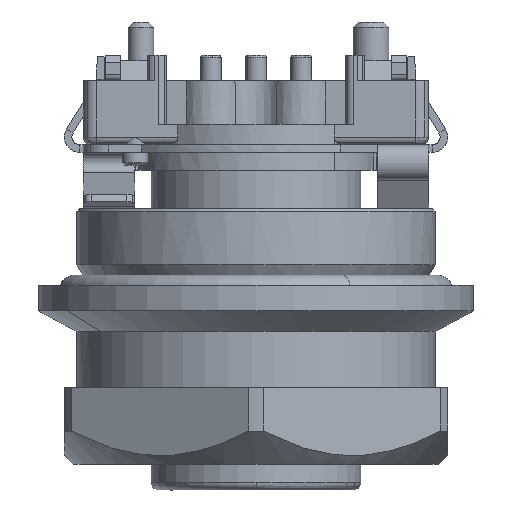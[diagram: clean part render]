
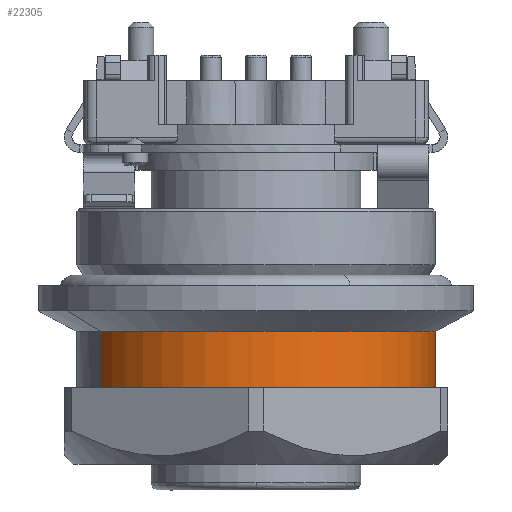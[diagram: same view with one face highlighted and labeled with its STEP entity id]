
A CAD part, front view. The second image highlights one B-rep face of the part: STEP entity #22305.
In plain terms, the highlighted cylindrical face has radius 7 mm (diameter 14 mm), a partial arc.
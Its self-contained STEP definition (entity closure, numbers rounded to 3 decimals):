
#22280=AXIS2_PLACEMENT_3D('Cylinder Axis2P3D',#22277,#22278,#22279) ;
#22179=CARTESIAN_POINT('Vertex',(2.438,5.,4.)) ;
#22181=CARTESIAN_POINT('Vertex',(14.562,12.,4.)) ;
#22185=CARTESIAN_POINT('Control Point',(14.562,12.,4.)) ;
#22186=CARTESIAN_POINT('Control Point',(14.886,11.439,4.)) ;
#22187=CARTESIAN_POINT('Control Point',(15.145,10.84,4.)) ;
#22188=CARTESIAN_POINT('Control Point',(15.334,10.214,4.)) ;
#22189=CARTESIAN_POINT('Control Point',(15.562,8.929,4.)) ;
#22190=CARTESIAN_POINT('Control Point',(15.491,7.626,4.)) ;
#22191=CARTESIAN_POINT('Control Point',(15.38,6.982,4.)) ;
#22192=CARTESIAN_POINT('Control Point',(15.01,5.73,4.)) ;
#22193=CARTESIAN_POINT('Control Point',(14.365,4.596,4.)) ;
#22194=CARTESIAN_POINT('Control Point',(13.978,4.069,4.)) ;
#22195=CARTESIAN_POINT('Control Point',(13.088,3.115,4.)) ;
#22196=CARTESIAN_POINT('Control Point',(12.004,2.388,4.)) ;
#22197=CARTESIAN_POINT('Control Point',(11.423,2.09,4.)) ;
#22198=CARTESIAN_POINT('Control Point',(10.201,1.632,4.)) ;
#22199=CARTESIAN_POINT('Control Point',(8.906,1.466,4.)) ;
#22200=CARTESIAN_POINT('Control Point',(8.252,1.459,4.)) ;
#22201=CARTESIAN_POINT('Control Point',(6.955,1.596,4.)) ;
#22202=CARTESIAN_POINT('Control Point',(5.723,2.025,4.)) ;
#22203=CARTESIAN_POINT('Control Point',(5.134,2.311,4.)) ;
#22204=CARTESIAN_POINT('Control Point',(4.152,2.938,4.)) ;
#22205=CARTESIAN_POINT('Control Point',(3.32,3.75,4.)) ;
#22206=CARTESIAN_POINT('Control Point',(2.988,4.14,4.)) ;
#22207=CARTESIAN_POINT('Control Point',(2.693,4.559,4.)) ;
#22208=CARTESIAN_POINT('Control Point',(2.438,5.,4.)) ;
#22251=CARTESIAN_POINT('Line Origine',(2.438,5.,5.1)) ;
#22255=CARTESIAN_POINT('Vertex',(2.438,5.,6.2)) ;
#22262=CARTESIAN_POINT('Vertex',(14.562,12.,6.2)) ;
#22265=CARTESIAN_POINT('Line Origine',(14.562,12.,5.1)) ;
#22277=CARTESIAN_POINT('Axis2P3D Location',(8.5,8.5,5.1)) ;
#22283=CARTESIAN_POINT('Control Point',(14.562,12.,6.2)) ;
#22284=CARTESIAN_POINT('Control Point',(15.112,11.048,6.2)) ;
#22285=CARTESIAN_POINT('Control Point',(15.475,9.987,6.2)) ;
#22286=CARTESIAN_POINT('Control Point',(15.622,8.868,6.2)) ;
#22287=CARTESIAN_POINT('Control Point',(15.47,6.632,6.2)) ;
#22288=CARTESIAN_POINT('Control Point',(14.484,4.62,6.2)) ;
#22289=CARTESIAN_POINT('Control Point',(13.796,3.724,6.2)) ;
#22290=CARTESIAN_POINT('Control Point',(12.108,2.251,6.2)) ;
#22291=CARTESIAN_POINT('Control Point',(9.987,1.525,6.2)) ;
#22292=CARTESIAN_POINT('Control Point',(8.868,1.378,6.2)) ;
#22293=CARTESIAN_POINT('Control Point',(6.632,1.53,6.2)) ;
#22294=CARTESIAN_POINT('Control Point',(4.62,2.516,6.2)) ;
#22295=CARTESIAN_POINT('Control Point',(3.724,3.204,6.2)) ;
#22296=CARTESIAN_POINT('Control Point',(2.988,4.048,6.2)) ;
#22297=CARTESIAN_POINT('Control Point',(2.438,5.,6.2)) ;
#22252=DIRECTION('Vector Direction',(0.,0.,-1.)) ;
#22266=DIRECTION('Vector Direction',(0.,0.,-1.)) ;
#22278=DIRECTION('Axis2P3D Direction',(0.,0.,-1.)) ;
#22279=DIRECTION('Axis2P3D XDirection',(0.866,0.5,0.)) ;
#22253=VECTOR('Line Direction',#22252,1.) ;
#22267=VECTOR('Line Direction',#22266,1.) ;
#22300=ORIENTED_EDGE('',*,*,#22269,.F.) ;
#22301=ORIENTED_EDGE('',*,*,#22298,.T.) ;
#22302=ORIENTED_EDGE('',*,*,#22257,.F.) ;
#22303=ORIENTED_EDGE('',*,*,#22209,.F.) ;
#22305=ADVANCED_FACE('V2',(#22304),#22281,.T.) ;
#22184=B_SPLINE_CURVE_WITH_KNOTS('',5,(#22185,#22186,#22187,#22188,#22189,#22190,#22191,#22192,#22193,#22194,#22195,#22196,#22197,#22198,#22199,#22200,#22201,#22202,#22203,#22204,#22205,#22206,#22207,#22208),.UNSPECIFIED.,.F.,.U.,(6,3,3,3,3,3,3,6),(0.,4.583,9.165,13.748,18.33,22.913,27.495,31.1),.UNSPECIFIED.) ;
#22282=B_SPLINE_CURVE_WITH_KNOTS('',5,(#22283,#22284,#22285,#22286,#22287,#22288,#22289,#22290,#22291,#22292,#22293,#22294,#22295,#22296,#22297),.UNSPECIFIED.,.F.,.U.,(6,3,3,3,6),(-10.996,-5.498,0.,5.498,10.996),.UNSPECIFIED.) ;
#22281=CYLINDRICAL_SURFACE('generated cylinder',#22280,7.) ;
#22209=EDGE_CURVE('',#22182,#22180,#22184,.T.) ;
#22257=EDGE_CURVE('',#22180,#22256,#22254,.F.) ;
#22269=EDGE_CURVE('',#22263,#22182,#22268,.T.) ;
#22298=EDGE_CURVE('',#22263,#22256,#22282,.T.) ;
#22299=EDGE_LOOP('',(#22300,#22301,#22302,#22303)) ;
#22304=FACE_OUTER_BOUND('',#22299,.T.) ;
#22254=LINE('Line',#22251,#22253) ;
#22268=LINE('Line',#22265,#22267) ;
#22180=VERTEX_POINT('',#22179) ;
#22182=VERTEX_POINT('',#22181) ;
#22256=VERTEX_POINT('',#22255) ;
#22263=VERTEX_POINT('',#22262) ;
